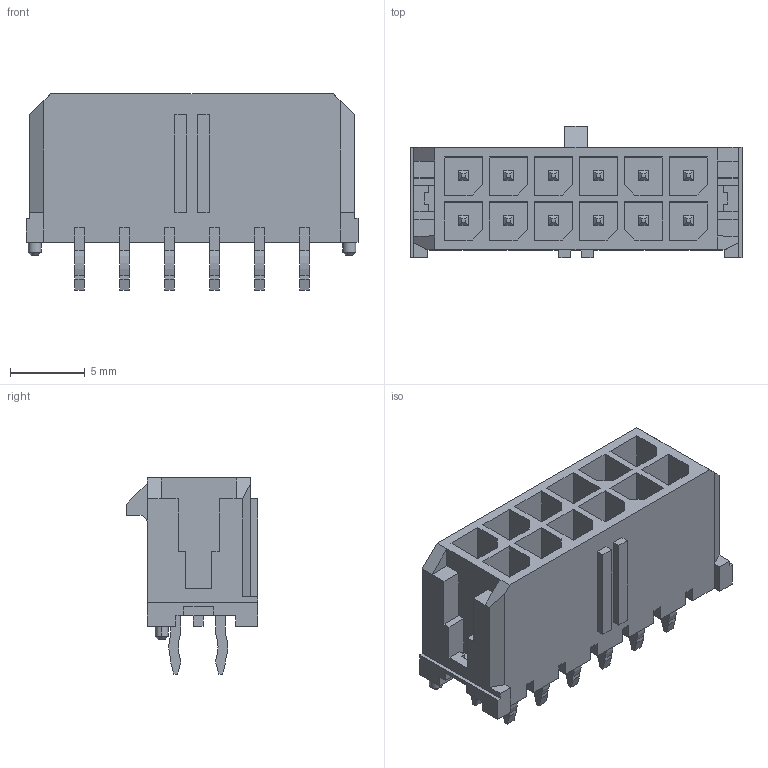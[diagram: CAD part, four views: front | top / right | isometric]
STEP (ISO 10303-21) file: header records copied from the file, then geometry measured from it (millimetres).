
FILE_DESCRIPTION (( 'STEP AP214' ), '1' );
FILE_NAME ('MicroFit-2x6-molex43045-1212.STEP', '2019-12-27T11:15:48', ( 'Elessar' ), ( '' ), 'SwSTEP 2.0', 'SolidWorks 2018', '' );
FILE_SCHEMA (( 'AUTOMOTIVE_DESIGN' ));
Length unit declared in the file: millimetre
Products named in the file (1): MicroFit-2x6-molex43045-1212
Bounding box: 22.15 x 8.77 x 13.09 mm (x, y, z)
Volume: 888.5 mm3; surface area: 2021.7 mm2
Topology: 1 solids, 1 shells, 543 faces, 1402 edges, 890 vertices
Faces by surface type: plane 510, cylinder 29, cone 4
Entity records: 22073 total; most frequent: CARTESIAN_POINT 2836, ORIENTED_EDGE 2804, DIRECTION 2552, EDGE_CURVE 1402, LINE 1340, VECTOR 1340, VERTEX_POINT 890, AXIS2_PLACEMENT_3D 606
